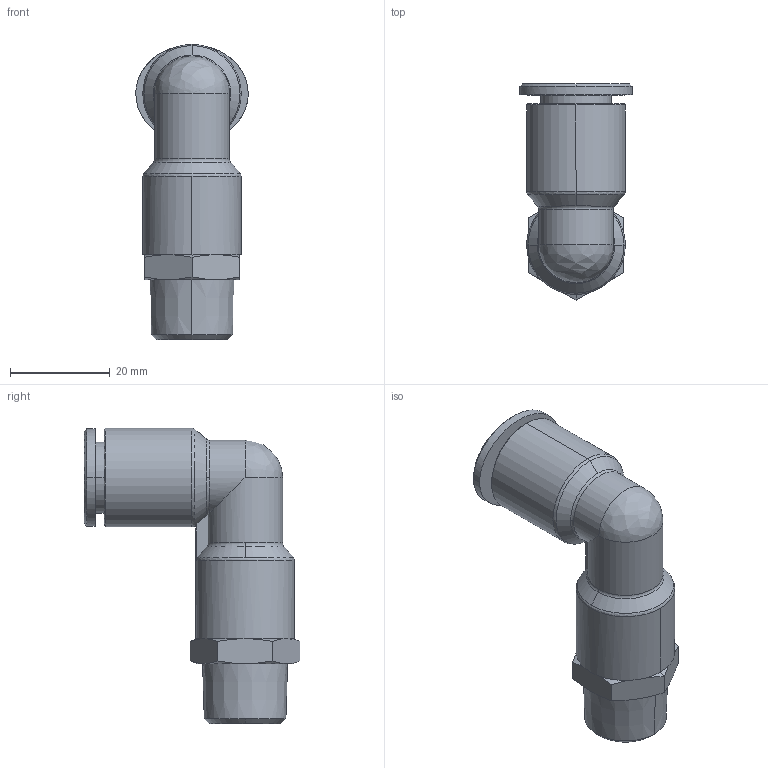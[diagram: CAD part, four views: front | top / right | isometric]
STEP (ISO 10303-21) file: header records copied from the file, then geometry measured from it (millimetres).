
FILE_DESCRIPTION (( 'STEP AP214' ), '1' );
FILE_NAME ('PLLP12-03.stp', '2015-09-16T07:12:57', ( '' ), ( '' ), 'SwSTEP 2.0', 'SolidWorks 2015', '' );
FILE_SCHEMA (( 'AUTOMOTIVE_DESIGN' ));
Length unit declared in the file: millimetre
Products named in the file (2): PLLP12-03; ~~~~~~~~~~~~~ｦ+ﾃｦ1
Assembly tree (1 placements, depth 2):
  PLLP12-03
    ~~~~~~~~~~~~~ｦ+ﾃｦ1
Bounding box: 22.5 x 43.17 x 59.05 mm (x, y, z)
Volume: 16208.3 mm3; surface area: 7005.3 mm2
Topology: 1 solids, 1 shells, 411 faces, 1156 edges, 762 vertices
Faces by surface type: plane 348, cone 31, bspline 13, cylinder 13, torus 6
Entity records: 14602 total; most frequent: CARTESIAN_POINT 3372, ORIENTED_EDGE 2310, DIRECTION 1980, EDGE_CURVE 1155, VECTOR 1010, LINE 1010, VERTEX_POINT 762, AXIS2_PLACEMENT_3D 485
